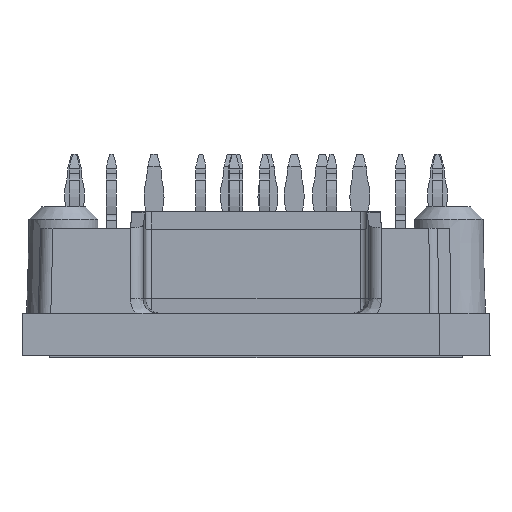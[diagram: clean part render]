
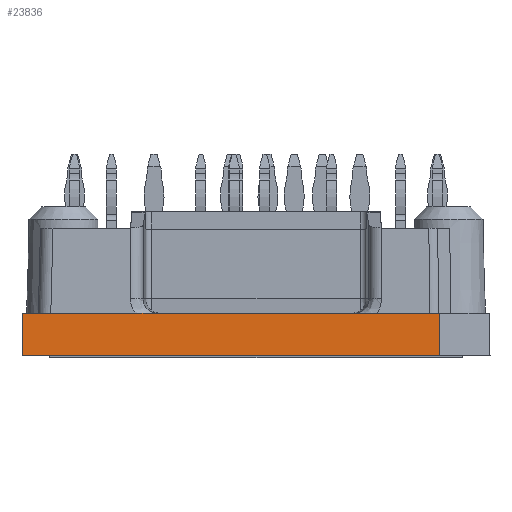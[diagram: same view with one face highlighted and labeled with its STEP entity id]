
A CAD part, left-side view. The second image highlights one B-rep face of the part: STEP entity #23836.
In plain terms, the highlighted planar face has unit normal (-1, 0, 0.018).
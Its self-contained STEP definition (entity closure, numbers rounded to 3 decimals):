
#1702=ORIENTED_EDGE('',*,*,#6716,.T.);
#1703=ORIENTED_EDGE('',*,*,#6717,.F.);
#1704=ORIENTED_EDGE('',*,*,#6714,.T.);
#1705=ORIENTED_EDGE('',*,*,#6667,.T.);
#6667=EDGE_CURVE('',#9107,#9111,#10813,.F.);
#6714=EDGE_CURVE('',#9152,#9107,#10852,.T.);
#6716=EDGE_CURVE('',#9111,#9153,#10854,.F.);
#6717=EDGE_CURVE('',#9152,#9153,#10855,.F.);
#9107=VERTEX_POINT('',#32362);
#9111=VERTEX_POINT('',#32370);
#9152=VERTEX_POINT('',#32466);
#9153=VERTEX_POINT('',#32470);
#10813=LINE('',#32371,#12725);
#10852=LINE('',#32465,#12764);
#10854=LINE('',#32469,#12766);
#10855=LINE('',#32471,#12767);
#12725=VECTOR('',#27180,1000.);
#12764=VECTOR('',#27249,1000.);
#12766=VECTOR('',#27253,1000.);
#12767=VECTOR('',#27254,1000.);
#14454=EDGE_LOOP('',(#1702,#1703,#1704,#1705));
#15506=FACE_BOUND('',#14454,.T.);
#16482=PLANE('',#24951);
#23836=ADVANCED_FACE('',(#15506),#16482,.T.);
#24951=AXIS2_PLACEMENT_3D('',#32468,#27251,#27252);
#27180=DIRECTION('',(0.,1.,0.));
#27249=DIRECTION('',(-0.017,0.017,-1.));
#27251=DIRECTION('',(-1.,0.,0.017));
#27252=DIRECTION('',(0.017,0.,1.));
#27253=DIRECTION('',(-0.017,-0.007,-1.));
#27254=DIRECTION('',(0.,1.,0.));
#32362=CARTESIAN_POINT('',(-41.,18.7,0.));
#32370=CARTESIAN_POINT('',(-41.,-14.7,0.));
#32371=CARTESIAN_POINT('',(-41.,0.,0.));
#32465=CARTESIAN_POINT('',(-40.994,18.694,0.326));
#32466=CARTESIAN_POINT('',(-40.941,18.641,3.4));
#32468=CARTESIAN_POINT('',(-41.,0.,0.));
#32469=CARTESIAN_POINT('',(-40.998,-14.699,0.134));
#32470=CARTESIAN_POINT('',(-40.941,-14.675,3.4));
#32471=CARTESIAN_POINT('',(-40.941,0.,3.4));
